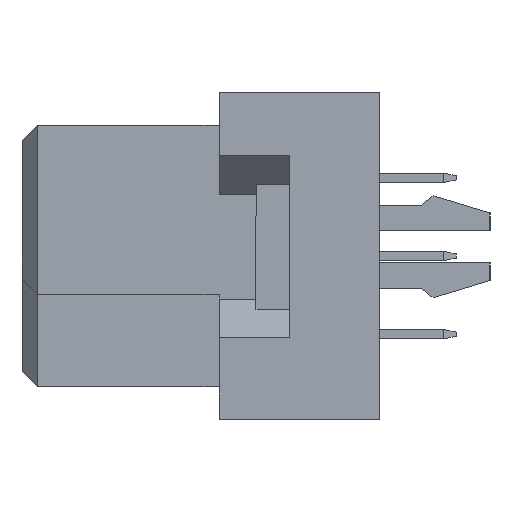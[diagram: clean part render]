
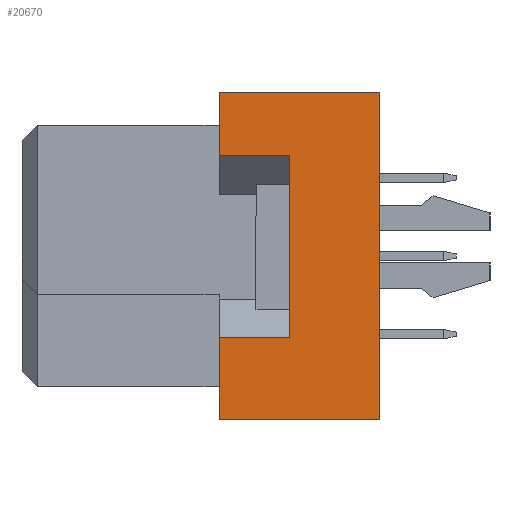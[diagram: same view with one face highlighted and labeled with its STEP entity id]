
A CAD part, left-side view. The second image highlights one B-rep face of the part: STEP entity #20670.
In plain terms, the highlighted planar face has unit normal (-1, 0, 0).
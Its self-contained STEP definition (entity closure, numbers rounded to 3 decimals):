
#321 = CARTESIAN_POINT ( 'NONE',  ( -27.5, -8.7, 3.25 ) ) ;
#732 = VECTOR ( 'NONE', #14428, 1000. ) ;
#1355 = DIRECTION ( 'NONE',  ( 0., 1., 0. ) ) ;
#1626 = AXIS2_PLACEMENT_3D ( 'NONE', #20023, #5310, #11845 ) ;
#1920 = CARTESIAN_POINT ( 'NONE',  ( -27.5, -11.6, 5.3 ) ) ;
#3059 = EDGE_LOOP ( 'NONE', ( #18096, #15033, #16180, #16073, #14554, #3560, #19753, #8197 ) ) ;
#3143 = VERTEX_POINT ( 'NONE', #19219 ) ;
#3475 = VERTEX_POINT ( 'NONE', #17474 ) ;
#3508 = VERTEX_POINT ( 'NONE', #5663 ) ;
#3560 = ORIENTED_EDGE ( 'NONE', *, *, #15164, .F. ) ;
#4801 = CARTESIAN_POINT ( 'NONE',  ( -27.5, -6.4, -5.3 ) ) ;
#4856 = VECTOR ( 'NONE', #16690, 1000. ) ;
#5211 = EDGE_CURVE ( 'NONE', #12363, #11318, #19063, .T. ) ;
#5310 = DIRECTION ( 'NONE',  ( -1., 0., 0. ) ) ;
#5355 = DIRECTION ( 'NONE',  ( 0., 0., 1. ) ) ;
#5663 = CARTESIAN_POINT ( 'NONE',  ( -27.5, -6.4, -2.65 ) ) ;
#5865 = DIRECTION ( 'NONE',  ( 0., 1., 0. ) ) ;
#6661 = CARTESIAN_POINT ( 'NONE',  ( -27.5, -11.6, -5.3 ) ) ;
#7128 = PLANE ( 'NONE',  #1626 ) ;
#7360 = CARTESIAN_POINT ( 'NONE',  ( -27.5, -6.4, 5.3 ) ) ;
#8197 = ORIENTED_EDGE ( 'NONE', *, *, #10929, .F. ) ;
#8312 = VECTOR ( 'NONE', #1355, 1000. ) ;
#8811 = DIRECTION ( 'NONE',  ( 0., 1., 0. ) ) ;
#8946 = CARTESIAN_POINT ( 'NONE',  ( -27.5, -11.6, 5.3 ) ) ;
#9408 = DIRECTION ( 'NONE',  ( 0., 0., 1. ) ) ;
#9453 = DIRECTION ( 'NONE',  ( 0., 0., 1. ) ) ;
#9543 = VECTOR ( 'NONE', #5355, 1000. ) ;
#10306 = EDGE_CURVE ( 'NONE', #17310, #20338, #17120, .T. ) ;
#10614 = CARTESIAN_POINT ( 'NONE',  ( -27.5, -11.6, -5.3 ) ) ;
#10929 = EDGE_CURVE ( 'NONE', #3475, #12363, #20414, .T. ) ;
#11318 = VERTEX_POINT ( 'NONE', #21017 ) ;
#11845 = DIRECTION ( 'NONE',  ( 0., 0., 1. ) ) ;
#12363 = VERTEX_POINT ( 'NONE', #321 ) ;
#12533 = VERTEX_POINT ( 'NONE', #6661 ) ;
#13613 = LINE ( 'NONE', #1920, #9543 ) ;
#13752 = LINE ( 'NONE', #16769, #16713 ) ;
#14122 = VECTOR ( 'NONE', #9453, 1000. ) ;
#14428 = DIRECTION ( 'NONE',  ( 0., 0., 1. ) ) ;
#14488 = EDGE_CURVE ( 'NONE', #3143, #3508, #19269, .T. ) ;
#14554 = ORIENTED_EDGE ( 'NONE', *, *, #10306, .T. ) ;
#14563 = LINE ( 'NONE', #4801, #14822 ) ;
#14822 = VECTOR ( 'NONE', #9408, 1000. ) ;
#15033 = ORIENTED_EDGE ( 'NONE', *, *, #14488, .F. ) ;
#15164 = EDGE_CURVE ( 'NONE', #11318, #20338, #14563, .T. ) ;
#15242 = EDGE_CURVE ( 'NONE', #12533, #3143, #17463, .T. ) ;
#16073 = ORIENTED_EDGE ( 'NONE', *, *, #18438, .T. ) ;
#16180 = ORIENTED_EDGE ( 'NONE', *, *, #15242, .F. ) ;
#16690 = DIRECTION ( 'NONE',  ( 0., 1., 0. ) ) ;
#16713 = VECTOR ( 'NONE', #8811, 1000. ) ;
#16769 = CARTESIAN_POINT ( 'NONE',  ( -27.5, -8.7, -2.65 ) ) ;
#17120 = LINE ( 'NONE', #8946, #4856 ) ;
#17310 = VERTEX_POINT ( 'NONE', #20601 ) ;
#17463 = LINE ( 'NONE', #10614, #8312 ) ;
#17474 = CARTESIAN_POINT ( 'NONE',  ( -27.5, -8.7, -2.65 ) ) ;
#18044 = EDGE_CURVE ( 'NONE', #3475, #3508, #13752, .T. ) ;
#18096 = ORIENTED_EDGE ( 'NONE', *, *, #18044, .T. ) ;
#18438 = EDGE_CURVE ( 'NONE', #12533, #17310, #13613, .T. ) ;
#18631 = FACE_OUTER_BOUND ( 'NONE', #3059, .T. ) ;
#19027 = CARTESIAN_POINT ( 'NONE',  ( -27.5, -8.7, -2.65 ) ) ;
#19063 = LINE ( 'NONE', #20573, #20275 ) ;
#19219 = CARTESIAN_POINT ( 'NONE',  ( -27.5, -6.4, -5.3 ) ) ;
#19269 = LINE ( 'NONE', #20877, #732 ) ;
#19753 = ORIENTED_EDGE ( 'NONE', *, *, #5211, .F. ) ;
#20023 = CARTESIAN_POINT ( 'NONE',  ( -27.5, -11.6, 5.3 ) ) ;
#20275 = VECTOR ( 'NONE', #5865, 1000. ) ;
#20338 = VERTEX_POINT ( 'NONE', #7360 ) ;
#20414 = LINE ( 'NONE', #19027, #14122 ) ;
#20573 = CARTESIAN_POINT ( 'NONE',  ( -27.5, -8.7, 3.25 ) ) ;
#20601 = CARTESIAN_POINT ( 'NONE',  ( -27.5, -11.6, 5.3 ) ) ;
#20670 = ADVANCED_FACE ( 'NONE', ( #18631 ), #7128, .T. ) ;
#20877 = CARTESIAN_POINT ( 'NONE',  ( -27.5, -6.4, -5.3 ) ) ;
#21017 = CARTESIAN_POINT ( 'NONE',  ( -27.5, -6.4, 3.25 ) ) ;
